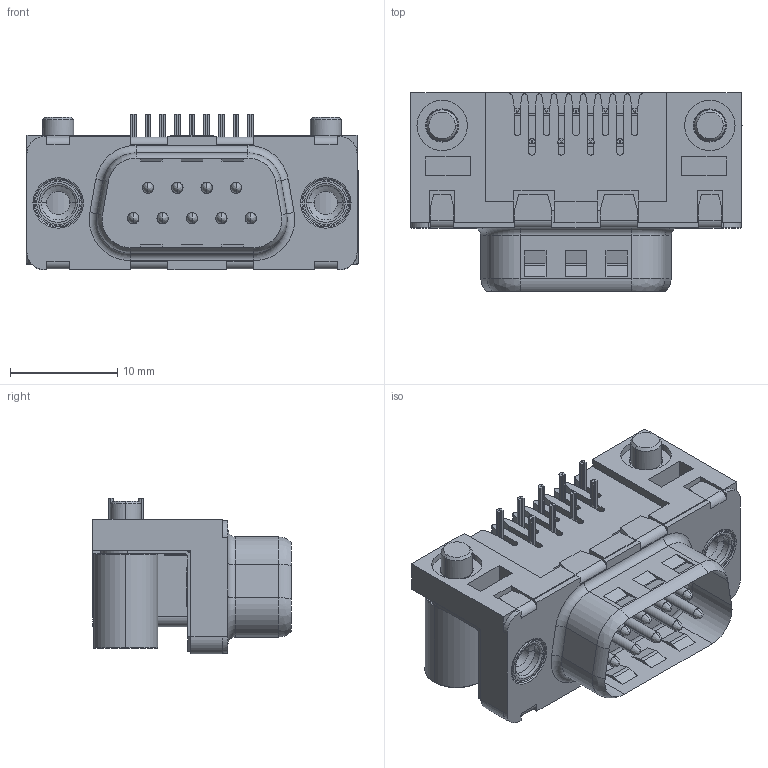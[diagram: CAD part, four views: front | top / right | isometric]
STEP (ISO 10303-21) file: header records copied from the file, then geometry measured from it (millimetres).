
FILE_DESCRIPTION((''),'2;1');
FILE_NAME('D09P33E6RX09LFC','2007-08-16T',('RajKrishnan'),(''),'PRO/ENGINEER BY PARAMETRIC TECHNOLOGY CORPORATION, 2004190','PRO/ENGINEER BY PARAMETRIC TECHNOLOGY CORPORATION, 2004190','');
FILE_SCHEMA(('CONFIG_CONTROL_DESIGN'));
Length unit declared in the file: millimetre
Products named in the file (1): D09P33E6RX09LFC
Bounding box: 30.99 x 18.5 x 14.55 mm (x, y, z)
Volume: 3231.7 mm3; surface area: 4000.7 mm2
Topology: 1 solids, 1 shells, 953 faces, 2687 edges, 1737 vertices
Faces by surface type: plane 604, cylinder 257, torus 58, bspline 22, cone 12
Entity records: 31300 total; most frequent: CARTESIAN_POINT 6138, ORIENTED_EDGE 5338, DIRECTION 5213, EDGE_CURVE 2669, VECTOR 1967, LINE 1967, VERTEX_POINT 1737, AXIS2_PLACEMENT_3D 1623
